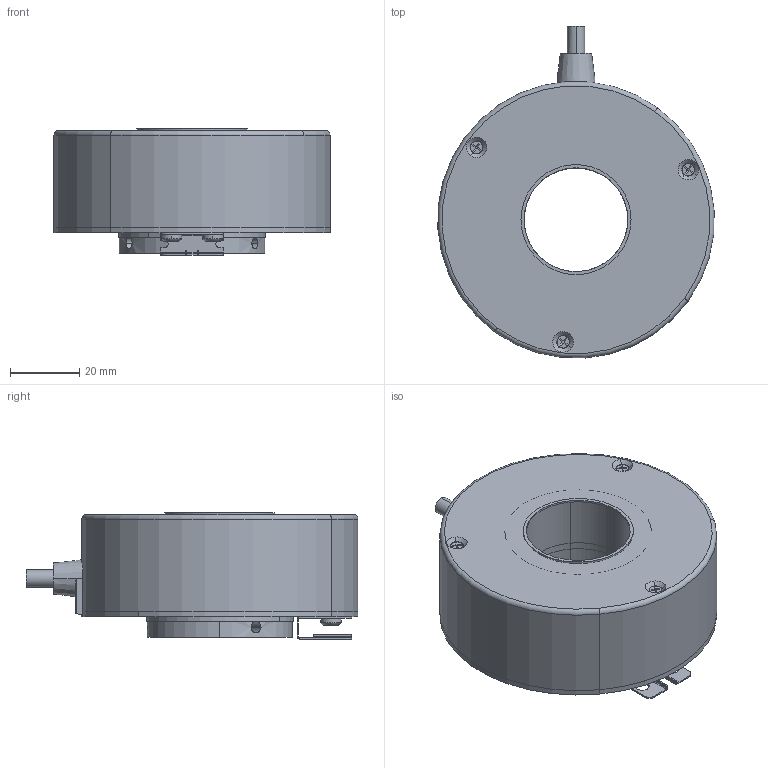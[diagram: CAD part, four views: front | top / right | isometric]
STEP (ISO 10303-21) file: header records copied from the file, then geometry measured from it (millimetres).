
FILE_DESCRIPTION (( 'STEP AP214' ), '1' );
FILE_NAME ('A80H-1024-HZC30-RL2.STEP', '2024-10-23T13:22:33', ( '' ), ( '' ), 'SwSTEP 2.0', 'SolidWorks 2021', '' );
FILE_SCHEMA (( 'AUTOMOTIVE_DESIGN' ));
Length unit declared in the file: inch
Products named in the file (1): A80H-1024-HZC30-RL2
Bounding box: 79.81 x 95.88 x 36.5 mm (x, y, z)
Volume: 181917.4 mm3; surface area: 49033.1 mm2
Topology: 10 solids, 10 shells, 555 faces, 1397 edges, 890 vertices
Faces by surface type: cylinder 159, plane 153, cone 110, bspline 104, torus 29
Entity records: 23359 total; most frequent: CARTESIAN_POINT 10713, ORIENTED_EDGE 2786, DIRECTION 2397, EDGE_CURVE 1393, AXIS2_PLACEMENT_3D 971, VERTEX_POINT 890, EDGE_LOOP 613, FACE_OUTER_BOUND 555
